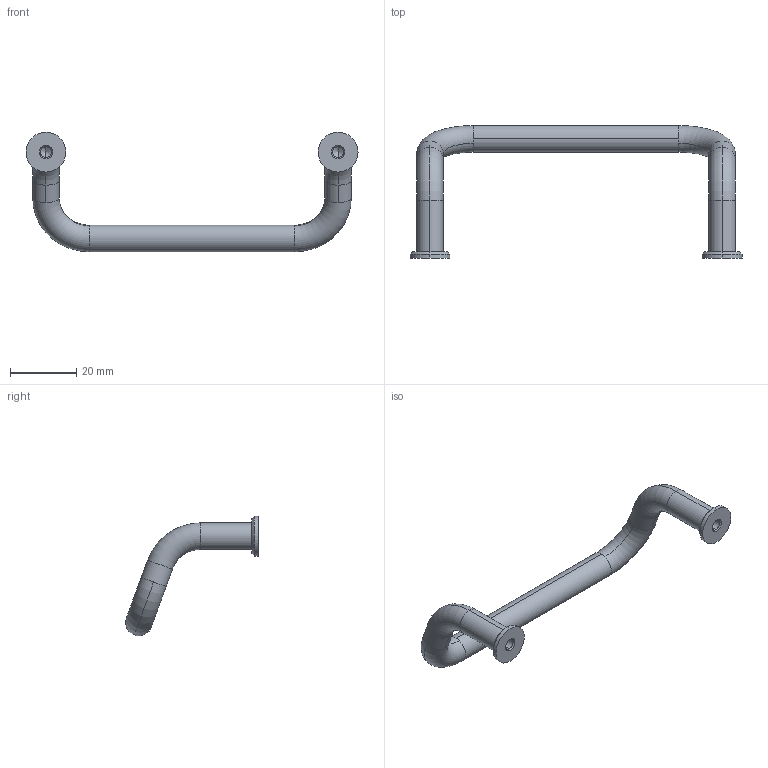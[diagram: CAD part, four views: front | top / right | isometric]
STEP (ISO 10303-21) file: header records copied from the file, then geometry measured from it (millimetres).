
FILE_DESCRIPTION(/* description */ ('GANTER; 425.1-AL-8-88-SR'),/* implementation_level */ '2;1');
FILE_NAME(/* name */ 'MKM-B88.stp',/* time_stamp */ '2023-04-25T10:12:43+02:00',/* author */ ('meier'),/* organization */ ('TraceParts S.A.'),/* preprocessor_version */ 'ST-DEVELOPER v18.1',/* originating_system */ 'Autodesk Inventor 2022',/* authorisation */ '');
FILE_SCHEMA (('AUTOMOTIVE_DESIGN { 1 0 10303 214 3 1 1 }'));
Length unit declared in the file: millimetre
Products named in the file (1): LUE_00033293
Bounding box: 100 x 40 x 36 mm (x, y, z)
Volume: 9094 mm3; surface area: 5151.7 mm2
Topology: 1 solids, 1 shells, 42 faces, 94 edges, 54 vertices
Faces by surface type: cylinder 18, cone 12, torus 8, plane 4
Entity records: 1227 total; most frequent: DIRECTION 236, CARTESIAN_POINT 187, ORIENTED_EDGE 180, AXIS2_PLACEMENT_3D 103, EDGE_CURVE 90, CIRCLE 60, VERTEX_POINT 54, EDGE_LOOP 46
